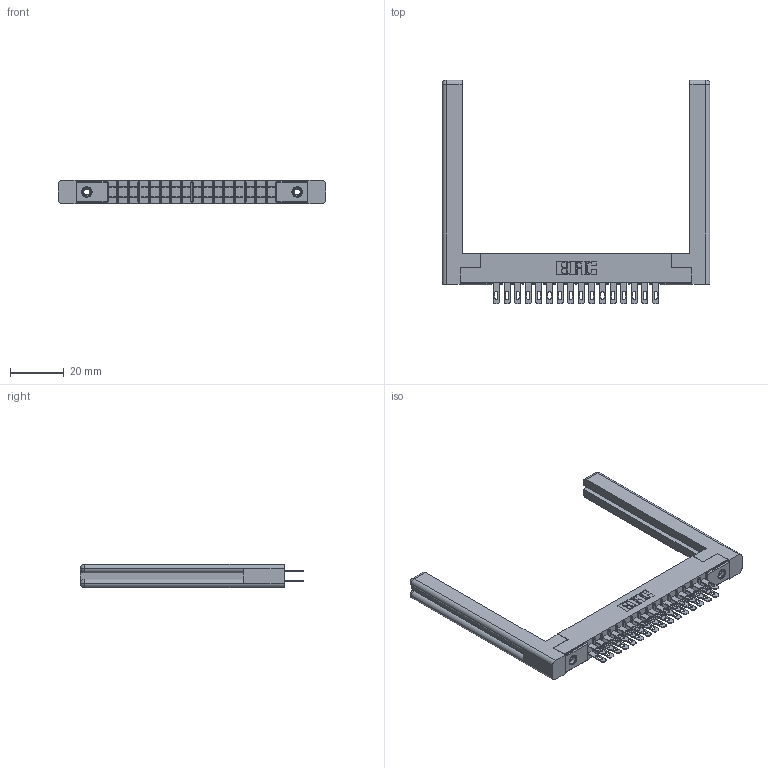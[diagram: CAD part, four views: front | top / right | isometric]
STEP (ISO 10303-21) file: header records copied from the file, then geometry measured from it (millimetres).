
FILE_DESCRIPTION (( 'STEP AP203' ), '1' );
FILE_NAME ('355-032-500-258.STEP', '2019-09-11T07:37:23', ( '' ), ( '' ), 'SwSTEP 2.0', 'SolidWorks 2016', '' );
FILE_SCHEMA (( 'CONFIG_CONTROL_DESIGN' ));
Length unit declared in the file: inch
Products named in the file (5): 345-250-001_345-250-001-102; 355-032-500-258; 305 Part_.156 Dia; 305-290-001_500; 307-220-058
Assembly tree (37 placements, depth 2):
  355-032-500-258
    305 Part_.156 Dia
    305-290-001_500  x32
    345-250-001_345-250-001-102  x2
    307-220-058  x2
Bounding box: 100.03 x 83.49 x 8.71 mm (x, y, z)
Volume: 14100.5 mm3; surface area: 17314.9 mm2
Topology: 37 solids, 37 shells, 1858 faces, 5262 edges, 3408 vertices
Faces by surface type: plane 1048, cylinder 722, sphere 64, cone 12, torus 12
Entity records: 23144 total; most frequent: CARTESIAN_POINT 3845, ORIENTED_EDGE 3754, DIRECTION 3705, EDGE_CURVE 1877, VECTOR 1477, LINE 1477, VERTEX_POINT 1200, AXIS2_PLACEMENT_3D 1114
